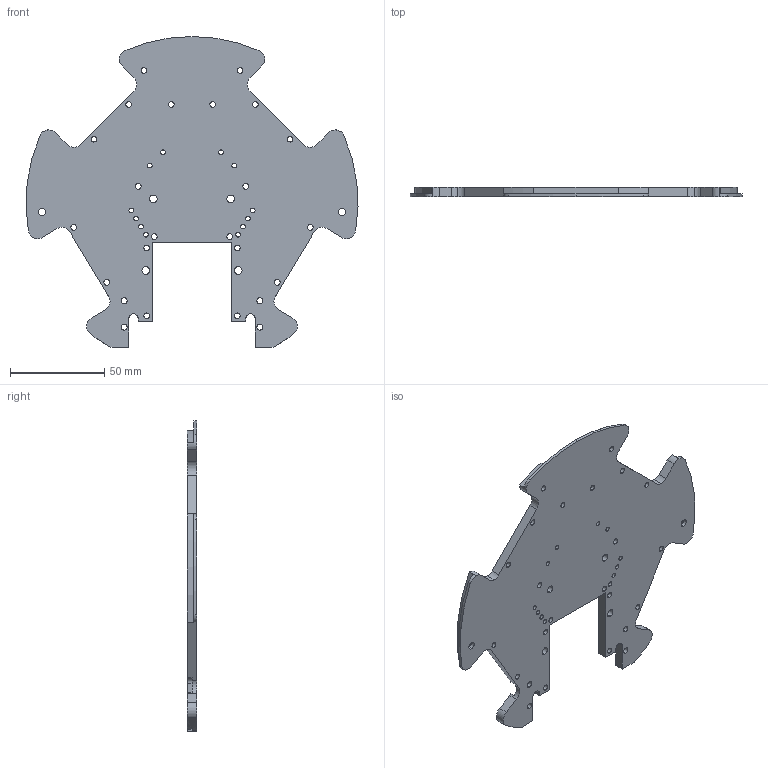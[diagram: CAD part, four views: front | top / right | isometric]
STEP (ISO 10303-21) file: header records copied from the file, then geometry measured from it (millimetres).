
FILE_DESCRIPTION (( 'STEP AP214' ), '1' );
FILE_NAME ('plate-v2.STEP', '2025-08-04T22:13:13', ( '' ), ( '' ), 'SwSTEP 2.0', 'SolidWorks 2025', '' );
FILE_SCHEMA (( 'AUTOMOTIVE_DESIGN' ));
Length unit declared in the file: millimetre
Products named in the file (1): plate-v2
Bounding box: 175.95 x 5 x 164.78 mm (x, y, z)
Volume: 59576.5 mm3; surface area: 39742.4 mm2
Topology: 1 solids, 1 shells, 203 faces, 585 edges, 390 vertices
Faces by surface type: cylinder 142, plane 61
Entity records: 7004 total; most frequent: DIRECTION 1287, CARTESIAN_POINT 1179, ORIENTED_EDGE 1170, EDGE_CURVE 585, AXIS2_PLACEMENT_3D 498, VERTEX_POINT 390, CIRCLE 294, EDGE_LOOP 293
